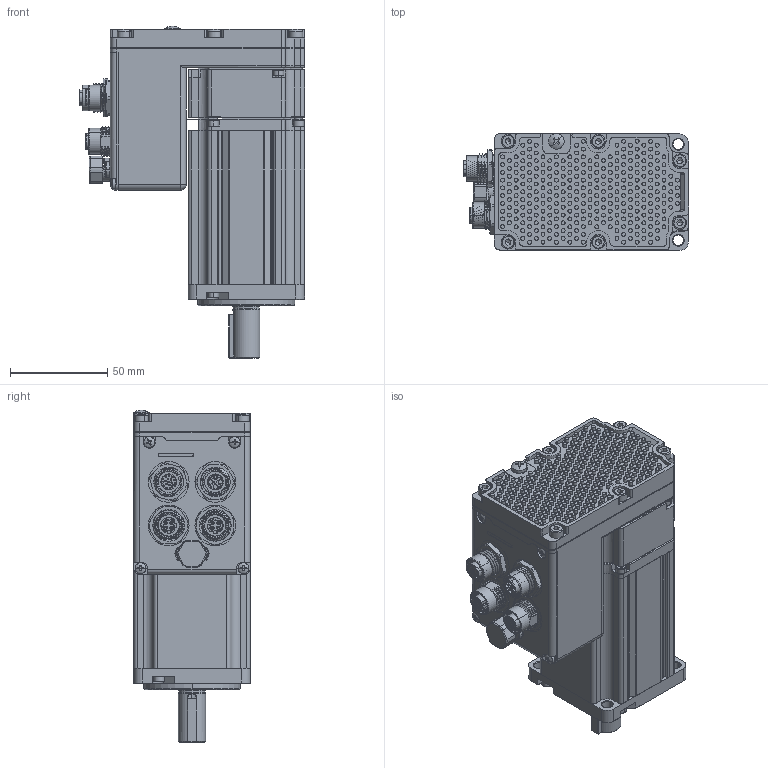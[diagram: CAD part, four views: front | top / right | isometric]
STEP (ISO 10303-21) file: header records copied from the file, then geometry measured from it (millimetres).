
FILE_DESCRIPTION (( 'STEP AP203' ), '1' );
FILE_NAME ('MDX+60-400W Fraba IP65 EC.STEP', '2022-12-12T01:33:03', ( '' ), ( '' ), 'SwSTEP 2.0', 'SolidWorks 2015', '' );
FILE_SCHEMA (( 'CONFIG_CONTROL_DESIGN' ));
Length unit declared in the file: millimetre
Products named in the file (1): MDX+60-400W Fraba IP65 EC
Bounding box: 116.05 x 60.1 x 171.06 mm (x, y, z)
Surface area: 82583.7 mm2 (no closed solid volume)
Topology: 0 solids, 70 shells, 2418 faces, 6836 edges, 4724 vertices
Faces by surface type: cylinder 1157, plane 832, bspline 174, cone 155, torus 88, sphere 12
Entity records: 102020 total; most frequent: CARTESIAN_POINT 40890, DIRECTION 12735, ORIENTED_EDGE 11872, EDGE_CURVE 6805, AXIS2_PLACEMENT_3D 4992, VERTEX_POINT 4724, EDGE_LOOP 2886, VECTOR 2751
